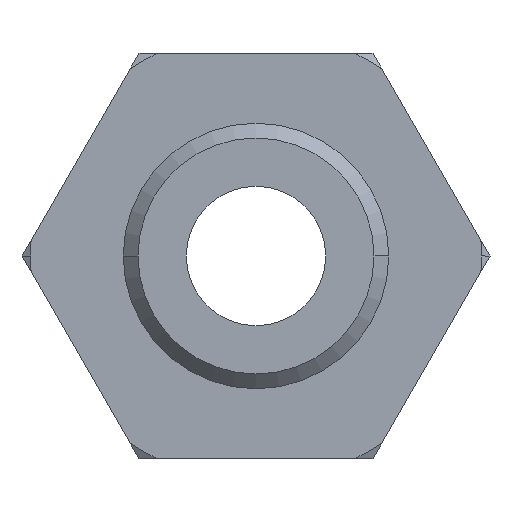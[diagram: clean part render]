
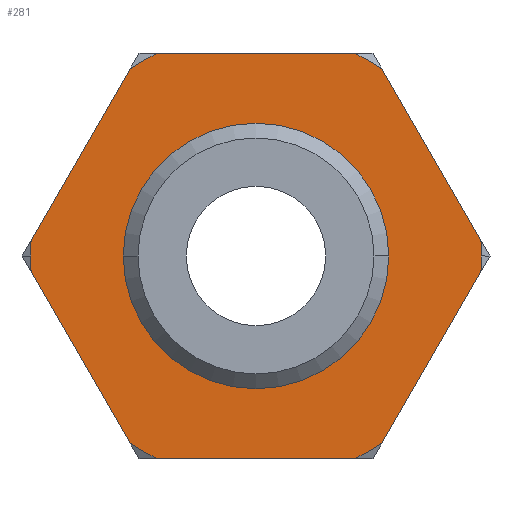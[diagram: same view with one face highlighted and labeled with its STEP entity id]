
A CAD part, left-side view. The second image highlights one B-rep face of the part: STEP entity #281.
In plain terms, the highlighted planar face has unit normal (-1, 0, 0).
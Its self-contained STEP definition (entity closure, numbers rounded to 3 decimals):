
#235 = VERTEX_POINT( '', #652 );
#237 = VERTEX_POINT( '', #654 );
#247 = EDGE_CURVE( '', #595, #521, #666, .T. );
#267 = VERTEX_POINT( '', #687 );
#281 = ADVANCED_FACE( '', ( #702, #703 ), #704, .T. );
#285 = VERTEX_POINT( '', #709 );
#291 = EDGE_CURVE( '', #305, #613, #715, .T. );
#305 = VERTEX_POINT( '', #731 );
#315 = VERTEX_POINT( '', #742 );
#335 = VERTEX_POINT( '', #765 );
#339 = EDGE_CURVE( '', #351, #305, #769, .T. );
#351 = VERTEX_POINT( '', #781 );
#353 = EDGE_CURVE( '', #613, #285, #783, .T. );
#375 = EDGE_CURVE( '', #315, #601, #806, .T. );
#409 = VERTEX_POINT( '', #845 );
#421 = EDGE_CURVE( '', #285, #609, #859, .T. );
#429 = EDGE_CURVE( '', #433, #237, #869, .T. );
#433 = VERTEX_POINT( '', #874 );
#437 = VERTEX_POINT( '', #878 );
#439 = EDGE_CURVE( '', #437, #315, #880, .T. );
#441 = EDGE_CURVE( '', #237, #433, #882, .T. );
#471 = EDGE_CURVE( '', #609, #409, #915, .T. );
#487 = EDGE_CURVE( '', #409, #235, #932, .T. );
#497 = EDGE_CURVE( '', #601, #267, #943, .T. );
#521 = VERTEX_POINT( '', #970 );
#531 = EDGE_CURVE( '', #335, #595, #982, .T. );
#575 = EDGE_CURVE( '', #267, #335, #1033, .T. );
#595 = VERTEX_POINT( '', #1053 );
#601 = VERTEX_POINT( '', #1060 );
#609 = VERTEX_POINT( '', #1069 );
#613 = VERTEX_POINT( '', #1073 );
#615 = EDGE_CURVE( '', #235, #437, #1075, .T. );
#619 = EDGE_CURVE( '', #521, #351, #1079, .T. );
#652 = CARTESIAN_POINT( '', ( 16., -7.8, 16. ) );
#654 = CARTESIAN_POINT( '', ( 16., 10.478, 0. ) );
#666 = CIRCLE( '', #1133, 17.8 );
#687 = CARTESIAN_POINT( '', ( 16., 17.8, 0. ) );
#702 = FACE_BOUND( '', #1189, .T. );
#703 = FACE_OUTER_BOUND( '', #1190, .T. );
#704 = PLANE( '', #1191 );
#709 = CARTESIAN_POINT( '', ( 16., -17.8, 0. ) );
#715 = LINE( '', #1213, #1214 );
#731 = CARTESIAN_POINT( '', ( 16., -9.956, -14.755 ) );
#742 = CARTESIAN_POINT( '', ( 16., 9.956, 14.755 ) );
#765 = CARTESIAN_POINT( '', ( 16., 17.756, -1.245 ) );
#769 = CIRCLE( '', #1295, 17.8 );
#781 = CARTESIAN_POINT( '', ( 16., -7.8, -16. ) );
#783 = CIRCLE( '', #1315, 17.8 );
#806 = LINE( '', #1356, #1357 );
#845 = CARTESIAN_POINT( '', ( 16., -9.956, 14.755 ) );
#859 = CIRCLE( '', #1465, 17.8 );
#869 = CIRCLE( '', #1477, 10.478 );
#874 = CARTESIAN_POINT( '', ( 16., -10.478, 0. ) );
#878 = CARTESIAN_POINT( '', ( 16., 7.8, 16. ) );
#880 = CIRCLE( '', #1491, 17.8 );
#882 = CIRCLE( '', #1494, 10.478 );
#915 = LINE( '', #1557, #1558 );
#932 = CIRCLE( '', #1600, 17.8 );
#943 = CIRCLE( '', #1614, 17.8 );
#970 = CARTESIAN_POINT( '', ( 16., 7.8, -16. ) );
#982 = LINE( '', #1680, #1681 );
#1033 = CIRCLE( '', #1792, 17.8 );
#1053 = CARTESIAN_POINT( '', ( 16., 9.956, -14.755 ) );
#1060 = CARTESIAN_POINT( '', ( 16., 17.756, 1.245 ) );
#1069 = CARTESIAN_POINT( '', ( 16., -17.756, 1.245 ) );
#1073 = CARTESIAN_POINT( '', ( 16., -17.756, -1.245 ) );
#1075 = LINE( '', #1866, #1867 );
#1079 = LINE( '', #1873, #1874 );
#1133 = AXIS2_PLACEMENT_3D( '', #1929, #1930, #1931 );
#1189 = EDGE_LOOP( '', ( #1964, #1965 ) );
#1190 = EDGE_LOOP( '', ( #1966, #1967, #1968, #1969, #1970, #1971, #1972, #1973, #1974, #1975, #1976, #1977, #1978, #1979 ) );
#1191 = AXIS2_PLACEMENT_3D( '', #1980, #1981, #1982 );
#1213 = CARTESIAN_POINT( '', ( 16., -14.398, -7.061 ) );
#1214 = VECTOR( '', #1990, 1. );
#1295 = AXIS2_PLACEMENT_3D( '', #2048, #2049, #2050 );
#1315 = AXIS2_PLACEMENT_3D( '', #2061, #2062, #2063 );
#1356 = CARTESIAN_POINT( '', ( 16., 17.933, 0.939 ) );
#1357 = VECTOR( '', #2083, 1. );
#1465 = AXIS2_PLACEMENT_3D( '', #2145, #2146, #2147 );
#1477 = AXIS2_PLACEMENT_3D( '', #2159, #2160, #2161 );
#1491 = AXIS2_PLACEMENT_3D( '', #2171, #2172, #2173 );
#1494 = AXIS2_PLACEMENT_3D( '', #2174, #2175, #2176 );
#1557 = CARTESIAN_POINT( '', ( 16., -9.78, 15.061 ) );
#1558 = VECTOR( '', #2210, 1. );
#1600 = AXIS2_PLACEMENT_3D( '', #2220, #2221, #2222 );
#1614 = AXIS2_PLACEMENT_3D( '', #2237, #2238, #2239 );
#1680 = CARTESIAN_POINT( '', ( 16., 13.314, -8.939 ) );
#1681 = VECTOR( '', #2280, 1. );
#1792 = AXIS2_PLACEMENT_3D( '', #2342, #2343, #2344 );
#1866 = CARTESIAN_POINT( '', ( 16., 11.688, 16. ) );
#1867 = VECTOR( '', #2372, 1. );
#1873 = CARTESIAN_POINT( '', ( 16., 2.451, -16. ) );
#1874 = VECTOR( '', #2376, 1. );
#1929 = CARTESIAN_POINT( '', ( 16., 0., 0. ) );
#1930 = DIRECTION( '', ( -1., 0., 0. ) );
#1931 = DIRECTION( '', ( 0., 1., 0. ) );
#1964 = ORIENTED_EDGE( '', *, *, #441, .F. );
#1965 = ORIENTED_EDGE( '', *, *, #429, .F. );
#1966 = ORIENTED_EDGE( '', *, *, #471, .T. );
#1967 = ORIENTED_EDGE( '', *, *, #487, .T. );
#1968 = ORIENTED_EDGE( '', *, *, #615, .T. );
#1969 = ORIENTED_EDGE( '', *, *, #439, .T. );
#1970 = ORIENTED_EDGE( '', *, *, #375, .T. );
#1971 = ORIENTED_EDGE( '', *, *, #497, .T. );
#1972 = ORIENTED_EDGE( '', *, *, #575, .T. );
#1973 = ORIENTED_EDGE( '', *, *, #531, .T. );
#1974 = ORIENTED_EDGE( '', *, *, #247, .T. );
#1975 = ORIENTED_EDGE( '', *, *, #619, .T. );
#1976 = ORIENTED_EDGE( '', *, *, #339, .T. );
#1977 = ORIENTED_EDGE( '', *, *, #291, .T. );
#1978 = ORIENTED_EDGE( '', *, *, #353, .T. );
#1979 = ORIENTED_EDGE( '', *, *, #421, .T. );
#1980 = CARTESIAN_POINT( '', ( 16., 14.139, 0. ) );
#1981 = DIRECTION( '', ( -1., 0., 0. ) );
#1982 = DIRECTION( '', ( 0., 1., 0. ) );
#1990 = DIRECTION( '', ( 0., -0.5, 0.866 ) );
#2048 = CARTESIAN_POINT( '', ( 16., 0., 0. ) );
#2049 = DIRECTION( '', ( -1., 0., 0. ) );
#2050 = DIRECTION( '', ( 0., 1., 0. ) );
#2061 = CARTESIAN_POINT( '', ( 16., 0., 0. ) );
#2062 = DIRECTION( '', ( -1., 0., 0. ) );
#2063 = DIRECTION( '', ( 0., 1., 0. ) );
#2083 = DIRECTION( '', ( 0., 0.5, -0.866 ) );
#2145 = CARTESIAN_POINT( '', ( 16., 0., 0. ) );
#2146 = DIRECTION( '', ( -1., 0., 0. ) );
#2147 = DIRECTION( '', ( 0., 1., 0. ) );
#2159 = CARTESIAN_POINT( '', ( 16., 0., 0. ) );
#2160 = DIRECTION( '', ( -1., 0., 0. ) );
#2161 = DIRECTION( '', ( 0., 1., 0. ) );
#2171 = CARTESIAN_POINT( '', ( 16., 0., 0. ) );
#2172 = DIRECTION( '', ( -1., 0., 0. ) );
#2173 = DIRECTION( '', ( 0., 1., 0. ) );
#2174 = CARTESIAN_POINT( '', ( 16., 0., 0. ) );
#2175 = DIRECTION( '', ( -1., 0., 0. ) );
#2176 = DIRECTION( '', ( 0., 1., 0. ) );
#2210 = DIRECTION( '', ( 0., 0.5, 0.866 ) );
#2220 = CARTESIAN_POINT( '', ( 16., 0., 0. ) );
#2221 = DIRECTION( '', ( -1., 0., 0. ) );
#2222 = DIRECTION( '', ( 0., 1., 0. ) );
#2237 = CARTESIAN_POINT( '', ( 16., 0., 0. ) );
#2238 = DIRECTION( '', ( -1., 0., 0. ) );
#2239 = DIRECTION( '', ( 0., 1., 0. ) );
#2280 = DIRECTION( '', ( 0., -0.5, -0.866 ) );
#2342 = CARTESIAN_POINT( '', ( 16., 0., 0. ) );
#2343 = DIRECTION( '', ( -1., 0., 0. ) );
#2344 = DIRECTION( '', ( 0., 1., 0. ) );
#2372 = DIRECTION( '', ( 0., 1., 0. ) );
#2376 = DIRECTION( '', ( 0., -1., 0. ) );
